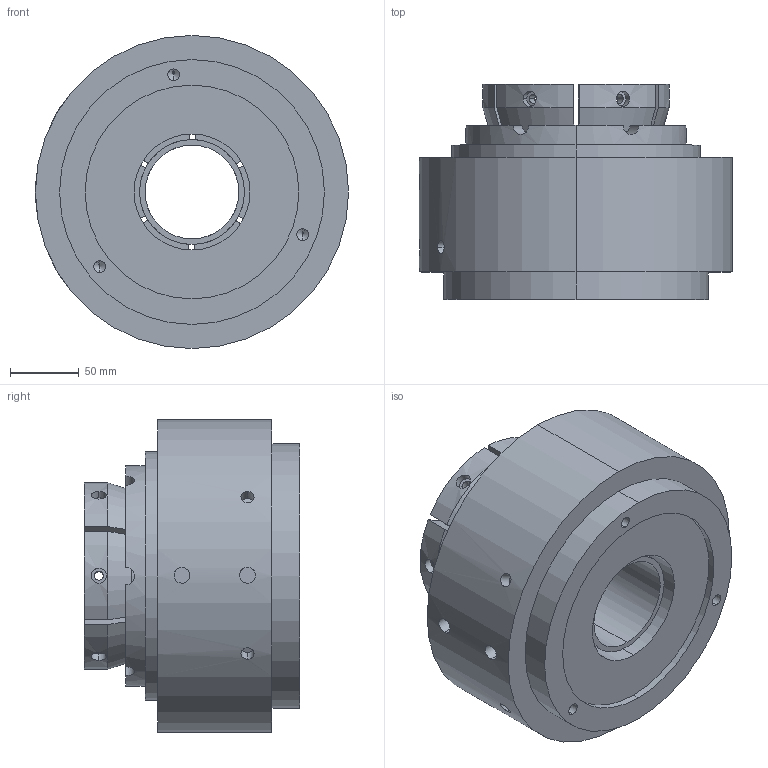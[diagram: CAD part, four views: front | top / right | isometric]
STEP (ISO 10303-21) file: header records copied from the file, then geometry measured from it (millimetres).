
FILE_DESCRIPTION (( 'STEP AP214' ), '1' );
FILE_NAME ('GXXL-70 10mm Æø¶¯¼ÐÍ·.STEP', '2023-02-16T07:41:21', ( '' ), ( '' ), 'SwSTEP 2.0', 'SolidWorks 2021', '' );
FILE_SCHEMA (( 'AUTOMOTIVE_DESIGN' ));
Length unit declared in the file: millimetre
Products named in the file (1): GXXL-70 10mm ァ雄標芛
Bounding box: 227 x 156 x 227 mm (x, y, z)
Volume: 3827603.3 mm3; surface area: 292921.7 mm2
Topology: 2 solids, 2 shells, 169 faces, 450 edges, 295 vertices
Faces by surface type: cylinder 84, plane 71, cone 14
Entity records: 8696 total; most frequent: CARTESIAN_POINT 2651, DIRECTION 898, ORIENTED_EDGE 888, EDGE_CURVE 444, AXIS2_PLACEMENT_3D 340, VERTEX_POINT 295, VECTOR 218, LINE 218
